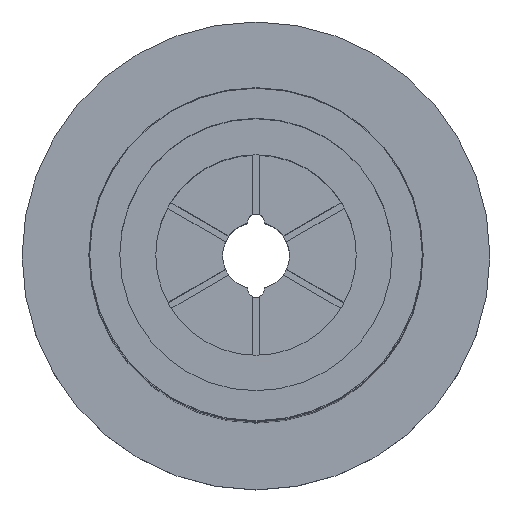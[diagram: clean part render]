
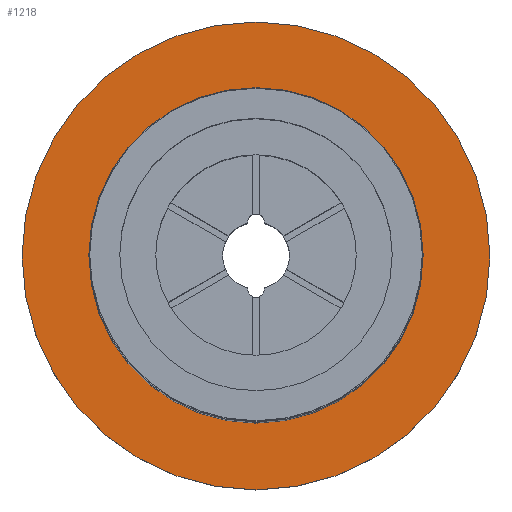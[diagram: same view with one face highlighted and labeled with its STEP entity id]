
A CAD part, top view. The second image highlights one B-rep face of the part: STEP entity #1218.
In plain terms, the highlighted planar face has unit normal (0, 0, 1).
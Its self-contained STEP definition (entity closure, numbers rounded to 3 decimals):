
#79 = CARTESIAN_POINT ( 'NONE',  ( 0., 0., -49. ) ) ;
#129 = DIRECTION ( 'NONE',  ( 1., 0., 0. ) ) ;
#132 = DIRECTION ( 'NONE',  ( 0., 0., -1. ) ) ;
#191 = EDGE_CURVE ( 'NONE', #1265, #1414, #393, .T. ) ;
#227 = VERTEX_POINT ( 'NONE', #883 ) ;
#285 = ORIENTED_EDGE ( 'NONE', *, *, #1076, .F. ) ;
#393 = CIRCLE ( 'NONE', #963, 10. ) ;
#519 = EDGE_LOOP ( 'NONE', ( #285, #1060 ) ) ;
#598 = AXIS2_PLACEMENT_3D ( 'NONE', #689, #1890, #129 ) ;
#634 = EDGE_CURVE ( 'NONE', #1591, #227, #1323, .T. ) ;
#689 = CARTESIAN_POINT ( 'NONE',  ( 0., 0., -49. ) ) ;
#712 = ORIENTED_EDGE ( 'NONE', *, *, #634, .T. ) ;
#764 = EDGE_CURVE ( 'NONE', #227, #1591, #1065, .T. ) ;
#812 = EDGE_LOOP ( 'NONE', ( #712, #1785 ) ) ;
#828 = DIRECTION ( 'NONE',  ( 0., 0., 1. ) ) ;
#883 = CARTESIAN_POINT ( 'NONE',  ( -14., 0., -49. ) ) ;
#932 = PLANE ( 'NONE',  #1435 ) ;
#963 = AXIS2_PLACEMENT_3D ( 'NONE', #79, #1659, #1476 ) ;
#994 = CARTESIAN_POINT ( 'NONE',  ( -10., 0., -49. ) ) ;
#1060 = ORIENTED_EDGE ( 'NONE', *, *, #191, .F. ) ;
#1065 = CIRCLE ( 'NONE', #1612, 14. ) ;
#1076 = EDGE_CURVE ( 'NONE', #1414, #1265, #1529, .T. ) ;
#1218 = ADVANCED_FACE ( 'NONE', ( #1717, #1923 ), #932, .F. ) ;
#1265 = VERTEX_POINT ( 'NONE', #994 ) ;
#1323 = CIRCLE ( 'NONE', #598, 14. ) ;
#1414 = VERTEX_POINT ( 'NONE', #1797 ) ;
#1432 = DIRECTION ( 'NONE',  ( -1., 0., 0. ) ) ;
#1435 = AXIS2_PLACEMENT_3D ( 'NONE', #1906, #132, #1432 ) ;
#1470 = CARTESIAN_POINT ( 'NONE',  ( 14., 0., -49. ) ) ;
#1476 = DIRECTION ( 'NONE',  ( 1., 0., 0. ) ) ;
#1529 = CIRCLE ( 'NONE', #2023, 10. ) ;
#1590 = DIRECTION ( 'NONE',  ( 1., 0., 0. ) ) ;
#1591 = VERTEX_POINT ( 'NONE', #1470 ) ;
#1612 = AXIS2_PLACEMENT_3D ( 'NONE', #1999, #2016, #1675 ) ;
#1659 = DIRECTION ( 'NONE',  ( 0., 0., 1. ) ) ;
#1675 = DIRECTION ( 'NONE',  ( 1., 0., 0. ) ) ;
#1717 = FACE_BOUND ( 'NONE', #519, .T. ) ;
#1785 = ORIENTED_EDGE ( 'NONE', *, *, #764, .T. ) ;
#1797 = CARTESIAN_POINT ( 'NONE',  ( 10., 0., -49. ) ) ;
#1890 = DIRECTION ( 'NONE',  ( 0., 0., 1. ) ) ;
#1906 = CARTESIAN_POINT ( 'NONE',  ( 0., 10., -49. ) ) ;
#1923 = FACE_OUTER_BOUND ( 'NONE', #812, .T. ) ;
#1999 = CARTESIAN_POINT ( 'NONE',  ( 0., 0., -49. ) ) ;
#2016 = DIRECTION ( 'NONE',  ( 0., 0., 1. ) ) ;
#2023 = AXIS2_PLACEMENT_3D ( 'NONE', #2069, #828, #1590 ) ;
#2069 = CARTESIAN_POINT ( 'NONE',  ( 0., 0., -49. ) ) ;
